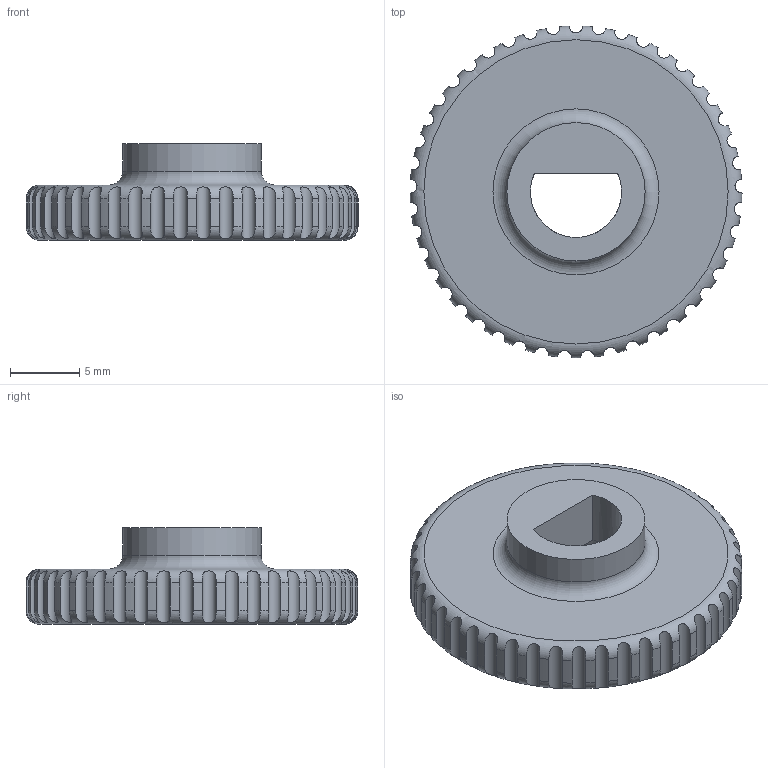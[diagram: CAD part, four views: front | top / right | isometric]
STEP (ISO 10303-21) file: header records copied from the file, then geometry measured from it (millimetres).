
FILE_DESCRIPTION(('FreeCAD Model'),'2;1');
FILE_NAME('thumbwheel.step', '2018-03-16T20:45:26',('Author'),(''), 'Open CASCADE STEP processor 6.9','FreeCAD','Unknown');
FILE_SCHEMA(('AUTOMOTIVE_DESIGN_CC2 { 1 2 10303 214 -1 1 5 4 }'));
Length unit declared in the file: millimetre
Products named in the file (2): ASSEMBLY; PolarPattern
Assembly tree (1 placements, depth 2):
  ASSEMBLY
    PolarPattern
Bounding box: 24 x 23.99 x 7 mm (x, y, z)
Volume: 1761.1 mm3; surface area: 1374 mm2
Topology: 1 solids, 1 shells, 101 faces, 291 edges, 193 vertices
Faces by surface type: cylinder 93, plane 5, torus 3
Full cylindrical faces by diameter (mm): 6.6 x1, 10 x1
Entity records: 25989 total; most frequent: CARTESIAN_POINT 23373, ORIENTED_EDGE 582, DIRECTION 508, EDGE_CURVE 291, AXIS2_PLACEMENT_3D 206, VERTEX_POINT 193, FACE_BOUND 104, EDGE_LOOP 104
